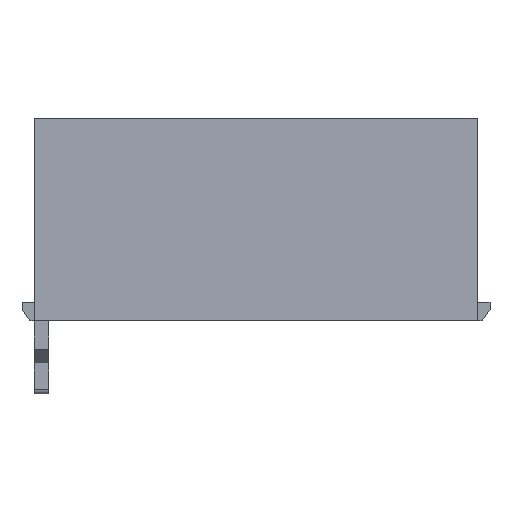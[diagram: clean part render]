
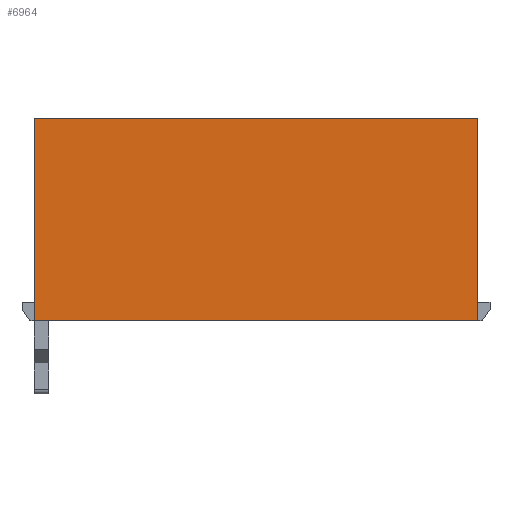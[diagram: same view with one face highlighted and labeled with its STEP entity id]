
A CAD part, top view. The second image highlights one B-rep face of the part: STEP entity #6964.
In plain terms, the highlighted planar face has unit normal (0, 0, 1).
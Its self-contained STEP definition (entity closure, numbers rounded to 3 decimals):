
#125=CARTESIAN_POINT('',(12.51,9.1,2.55));
#126=VERTEX_POINT('',#125);
#133=CARTESIAN_POINT('',(12.51,0.,2.55));
#134=VERTEX_POINT('',#133);
#135=CARTESIAN_POINT('',(12.51,9.1,2.55));
#136=DIRECTION('',(0.,-1.,0.));
#137=VECTOR('',#136,9.1);
#138=LINE('',#135,#137);
#139=EDGE_CURVE('',#126,#134,#138,.T.);
#3539=CARTESIAN_POINT('',(-7.43,0.,2.55));
#3540=VERTEX_POINT('',#3539);
#3541=CARTESIAN_POINT('',(12.51,0.,2.55));
#3542=DIRECTION('',(-1.,0.,0.));
#3543=VECTOR('',#3542,19.94);
#3544=LINE('',#3541,#3543);
#3545=EDGE_CURVE('',#134,#3540,#3544,.T.);
#6941=CARTESIAN_POINT('',(2.54,4.55,2.55));
#6942=DIRECTION('',(0.,1.,0.));
#6943=DIRECTION('',(0.,-0.,1.));
#6944=AXIS2_PLACEMENT_3D('',#6941,#6943,#6942);
#6945=PLANE('',#6944);
#6946=CARTESIAN_POINT('',(-7.43,9.1,2.55));
#6947=VERTEX_POINT('',#6946);
#6948=CARTESIAN_POINT('',(-7.43,9.1,2.55));
#6949=DIRECTION('',(0.,-1.,0.));
#6950=VECTOR('',#6949,9.1);
#6951=LINE('',#6948,#6950);
#6952=EDGE_CURVE('',#6947,#3540,#6951,.T.);
#6953=ORIENTED_EDGE('',*,*,#6952,.T.);
#6954=ORIENTED_EDGE('',*,*,#3545,.F.);
#6955=ORIENTED_EDGE('',*,*,#139,.F.);
#6956=CARTESIAN_POINT('',(12.51,9.1,2.55));
#6957=DIRECTION('',(-1.,0.,0.));
#6958=VECTOR('',#6957,19.94);
#6959=LINE('',#6956,#6958);
#6960=EDGE_CURVE('',#126,#6947,#6959,.T.);
#6961=ORIENTED_EDGE('',*,*,#6960,.T.);
#6962=EDGE_LOOP('',(#6953,#6954,#6955,#6961));
#6963=FACE_OUTER_BOUND('',#6962,.T.);
#6964=ADVANCED_FACE('',(#6963),#6945,.T.);
